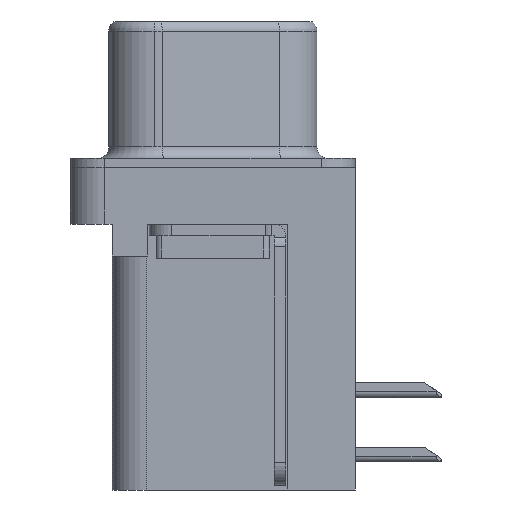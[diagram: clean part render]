
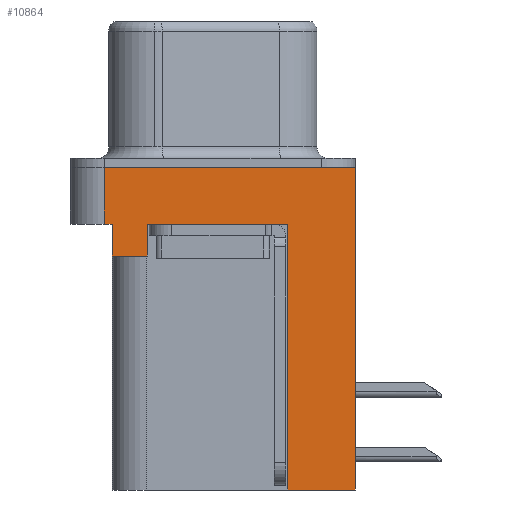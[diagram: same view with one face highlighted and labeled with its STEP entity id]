
A CAD part, left-side view. The second image highlights one B-rep face of the part: STEP entity #10864.
In plain terms, the highlighted planar face has unit normal (-1, 0, 0).
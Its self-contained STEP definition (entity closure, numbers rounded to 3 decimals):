
#104 = EDGE_CURVE ( 'NONE', #12119, #2499, #3956, .T. ) ;
#493 = DIRECTION ( 'NONE',  ( 0., 1., 0. ) ) ;
#784 = CARTESIAN_POINT ( 'NONE',  ( -2.91, -6.275, 0. ) ) ;
#838 = VECTOR ( 'NONE', #4365, 1000. ) ;
#880 = EDGE_CURVE ( 'NONE', #4702, #1412, #12027, .T. ) ;
#1086 = VECTOR ( 'NONE', #1409, 1000. ) ;
#1193 = VECTOR ( 'NONE', #4458, 1000. ) ;
#1257 = CARTESIAN_POINT ( 'NONE',  ( -2.91, -6.275, -2.5 ) ) ;
#1272 = ORIENTED_EDGE ( 'NONE', *, *, #5827, .F. ) ;
#1333 = VECTOR ( 'NONE', #493, 1000. ) ;
#1409 = DIRECTION ( 'NONE',  ( 0., -1., 0. ) ) ;
#1412 = VERTEX_POINT ( 'NONE', #5023 ) ;
#1845 = LINE ( 'NONE', #5234, #10682 ) ;
#2218 = ORIENTED_EDGE ( 'NONE', *, *, #13548, .T. ) ;
#2274 = VECTOR ( 'NONE', #10042, 1000. ) ;
#2366 = CARTESIAN_POINT ( 'NONE',  ( -2.91, 4.775, -2.5 ) ) ;
#2457 = CARTESIAN_POINT ( 'NONE',  ( -2.91, 4.425, -3.9 ) ) ;
#2499 = VERTEX_POINT ( 'NONE', #12076 ) ;
#2505 = FACE_OUTER_BOUND ( 'NONE', #8399, .T. ) ;
#2521 = ORIENTED_EDGE ( 'NONE', *, *, #8143, .F. ) ;
#2887 = CARTESIAN_POINT ( 'NONE',  ( -2.91, 4.425, -2.5 ) ) ;
#2899 = VECTOR ( 'NONE', #10851, 1000. ) ;
#3194 = VERTEX_POINT ( 'NONE', #13184 ) ;
#3512 = LINE ( 'NONE', #1257, #838 ) ;
#3848 = ORIENTED_EDGE ( 'NONE', *, *, #8445, .F. ) ;
#3956 = LINE ( 'NONE', #6934, #1333 ) ;
#4365 = DIRECTION ( 'NONE',  ( 0., -1., 0. ) ) ;
#4458 = DIRECTION ( 'NONE',  ( 0., 0., 1. ) ) ;
#4593 = VERTEX_POINT ( 'NONE', #2887 ) ;
#4697 = DIRECTION ( 'NONE',  ( -1., 0., 0. ) ) ;
#4702 = VERTEX_POINT ( 'NONE', #13696 ) ;
#4740 = LINE ( 'NONE', #10376, #6022 ) ;
#4814 = DIRECTION ( 'NONE',  ( 0., 0., 1. ) ) ;
#5023 = CARTESIAN_POINT ( 'NONE',  ( -2.91, 4.775, 0. ) ) ;
#5073 = VERTEX_POINT ( 'NONE', #8085 ) ;
#5142 = ORIENTED_EDGE ( 'NONE', *, *, #6228, .T. ) ;
#5234 = CARTESIAN_POINT ( 'NONE',  ( -2.91, 4.425, -3.9 ) ) ;
#5746 = CARTESIAN_POINT ( 'NONE',  ( -2.91, 2.895, -3.9 ) ) ;
#5827 = EDGE_CURVE ( 'NONE', #1412, #8413, #6785, .T. ) ;
#5888 = CARTESIAN_POINT ( 'NONE',  ( -2.91, 2.895, -3.9 ) ) ;
#5982 = ORIENTED_EDGE ( 'NONE', *, *, #104, .F. ) ;
#6022 = VECTOR ( 'NONE', #4814, 1000. ) ;
#6228 = EDGE_CURVE ( 'NONE', #4702, #4593, #3512, .T. ) ;
#6309 = EDGE_CURVE ( 'NONE', #12249, #3194, #12123, .T. ) ;
#6368 = DIRECTION ( 'NONE',  ( 0., 0., 1. ) ) ;
#6472 = ORIENTED_EDGE ( 'NONE', *, *, #6309, .F. ) ;
#6671 = DIRECTION ( 'NONE',  ( 0., -1., 0. ) ) ;
#6785 = LINE ( 'NONE', #11075, #1086 ) ;
#6934 = CARTESIAN_POINT ( 'NONE',  ( -2.91, -3.295, -14.2 ) ) ;
#7103 = DIRECTION ( 'NONE',  ( 0., 0., 1. ) ) ;
#7819 = AXIS2_PLACEMENT_3D ( 'NONE', #12315, #4697, #7103 ) ;
#8085 = CARTESIAN_POINT ( 'NONE',  ( -2.91, -3.295, -2.5 ) ) ;
#8143 = EDGE_CURVE ( 'NONE', #2499, #5073, #11087, .T. ) ;
#8399 = EDGE_LOOP ( 'NONE', ( #1272, #11077, #5142, #3848, #6472, #2218, #12690, #2521, #5982, #10687 ) ) ;
#8413 = VERTEX_POINT ( 'NONE', #784 ) ;
#8445 = EDGE_CURVE ( 'NONE', #3194, #4593, #1845, .T. ) ;
#8987 = CARTESIAN_POINT ( 'NONE',  ( -2.91, -6.275, -2.5 ) ) ;
#10030 = CARTESIAN_POINT ( 'NONE',  ( -2.91, -3.295, -14.2 ) ) ;
#10042 = DIRECTION ( 'NONE',  ( 0., 0., 1. ) ) ;
#10187 = LINE ( 'NONE', #8987, #10434 ) ;
#10320 = DIRECTION ( 'NONE',  ( 0., 0., 1. ) ) ;
#10376 = CARTESIAN_POINT ( 'NONE',  ( -2.91, -6.275, -2.5 ) ) ;
#10434 = VECTOR ( 'NONE', #6671, 1000. ) ;
#10682 = VECTOR ( 'NONE', #6368, 1000. ) ;
#10687 = ORIENTED_EDGE ( 'NONE', *, *, #11125, .T. ) ;
#10851 = DIRECTION ( 'NONE',  ( 0., 1., 0. ) ) ;
#10864 = ADVANCED_FACE ( 'NONE', ( #2505 ), #12243, .T. ) ;
#11075 = CARTESIAN_POINT ( 'NONE',  ( -2.91, -6.275, 0. ) ) ;
#11077 = ORIENTED_EDGE ( 'NONE', *, *, #880, .F. ) ;
#11087 = LINE ( 'NONE', #10030, #1193 ) ;
#11091 = VERTEX_POINT ( 'NONE', #11437 ) ;
#11099 = LINE ( 'NONE', #5746, #2274 ) ;
#11125 = EDGE_CURVE ( 'NONE', #12119, #8413, #4740, .T. ) ;
#11167 = CARTESIAN_POINT ( 'NONE',  ( -2.91, -6.275, -14.2 ) ) ;
#11437 = CARTESIAN_POINT ( 'NONE',  ( -2.91, 2.895, -2.5 ) ) ;
#12027 = LINE ( 'NONE', #2366, #13950 ) ;
#12076 = CARTESIAN_POINT ( 'NONE',  ( -2.91, -3.295, -14.2 ) ) ;
#12119 = VERTEX_POINT ( 'NONE', #11167 ) ;
#12123 = LINE ( 'NONE', #2457, #2899 ) ;
#12201 = EDGE_CURVE ( 'NONE', #11091, #5073, #10187, .T. ) ;
#12243 = PLANE ( 'NONE',  #7819 ) ;
#12249 = VERTEX_POINT ( 'NONE', #5888 ) ;
#12315 = CARTESIAN_POINT ( 'NONE',  ( -2.91, -6.275, -2.5 ) ) ;
#12690 = ORIENTED_EDGE ( 'NONE', *, *, #12201, .T. ) ;
#13184 = CARTESIAN_POINT ( 'NONE',  ( -2.91, 4.425, -3.9 ) ) ;
#13548 = EDGE_CURVE ( 'NONE', #12249, #11091, #11099, .T. ) ;
#13696 = CARTESIAN_POINT ( 'NONE',  ( -2.91, 4.775, -2.5 ) ) ;
#13950 = VECTOR ( 'NONE', #10320, 1000. ) ;
